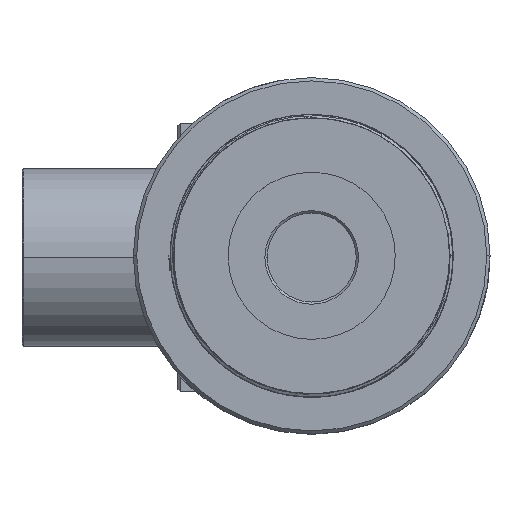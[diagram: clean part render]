
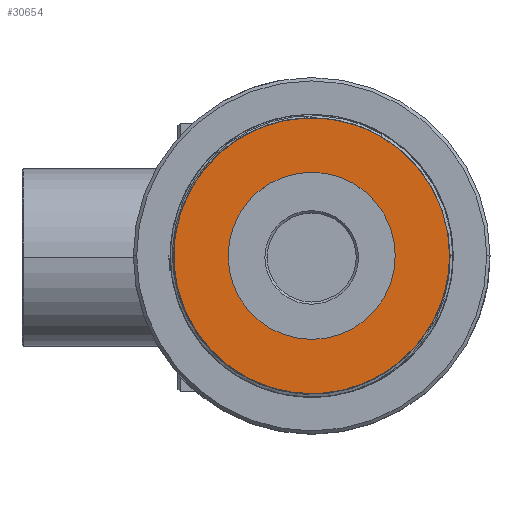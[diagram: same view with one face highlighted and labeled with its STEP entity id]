
A CAD part, top view. The second image highlights one B-rep face of the part: STEP entity #30654.
In plain terms, the highlighted planar face has unit normal (0, 0, 1).
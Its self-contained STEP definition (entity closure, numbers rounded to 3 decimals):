
#30609 = VERTEX_POINT('',#30610);
#30610 = CARTESIAN_POINT('',(-7.501,0.,-13.526));
#30618 = VERTEX_POINT('',#30619);
#30619 = CARTESIAN_POINT('',(7.501,0.,-13.526));
#30625 = EDGE_CURVE('',#30609,#30618,#30626,.T.);
#30626 = CIRCLE('',#30627,7.501);
#30627 = AXIS2_PLACEMENT_3D('',#30628,#30629,#30630);
#30628 = CARTESIAN_POINT('',(0.,0.,-13.526));
#30629 = DIRECTION('',(0.,0.,1.));
#30630 = DIRECTION('',(-1.,0.,0.));
#30641 = EDGE_CURVE('',#30609,#30618,#30642,.T.);
#30642 = CIRCLE('',#30643,7.501);
#30643 = AXIS2_PLACEMENT_3D('',#30644,#30645,#30646);
#30644 = CARTESIAN_POINT('',(0.,0.,-13.526));
#30645 = DIRECTION('',(0.,0.,-1.));
#30646 = DIRECTION('',(-1.,0.,0.));
#30654 = ADVANCED_FACE('',(#30655,#30701),#30705,.T.);
#30655 = FACE_BOUND('',#30656,.F.);
#30656 = EDGE_LOOP('',(#30657,#30669,#30678,#30688));
#30657 = ORIENTED_EDGE('',*,*,#30658,.F.);
#30658 = EDGE_CURVE('',#30659,#30661,#30663,.T.);
#30659 = VERTEX_POINT('',#30660);
#30660 = CARTESIAN_POINT('',(7.461,-9.904,
    -13.526));
#30661 = VERTEX_POINT('',#30662);
#30662 = CARTESIAN_POINT('',(8.411,-9.092,
    -13.526));
#30663 = B_SPLINE_CURVE_WITH_KNOTS('',3,(#30664,#30665,#30666,#30667,
    #30668),.UNSPECIFIED.,.F.,.F.,(4,1,4),(0.,0.5,1.),
  .QUASI_UNIFORM_KNOTS.);
#30664 = CARTESIAN_POINT('',(7.461,-9.904,
    -13.526));
#30665 = CARTESIAN_POINT('',(7.626,-9.777,
    -13.526));
#30666 = CARTESIAN_POINT('',(7.949,-9.515,
    -13.526));
#30667 = CARTESIAN_POINT('',(8.26,-9.236,
    -13.526));
#30668 = CARTESIAN_POINT('',(8.411,-9.092,
    -13.526));
#30669 = ORIENTED_EDGE('',*,*,#30670,.F.);
#30670 = EDGE_CURVE('',#30671,#30659,#30673,.T.);
#30671 = VERTEX_POINT('',#30672);
#30672 = CARTESIAN_POINT('',(12.236,2.013,
    -13.526));
#30673 = CIRCLE('',#30674,12.4);
#30674 = AXIS2_PLACEMENT_3D('',#30675,#30676,#30677);
#30675 = CARTESIAN_POINT('',(0.,0.,-13.526));
#30676 = DIRECTION('',(0.,0.,1.));
#30677 = DIRECTION('',(0.987,0.162,-0.));
#30678 = ORIENTED_EDGE('',*,*,#30679,.F.);
#30679 = EDGE_CURVE('',#30680,#30671,#30682,.T.);
#30680 = VERTEX_POINT('',#30681);
#30681 = CARTESIAN_POINT('',(12.362,0.769,
    -13.526));
#30682 = B_SPLINE_CURVE_WITH_KNOTS('',3,(#30683,#30684,#30685,#30686,
    #30687),.UNSPECIFIED.,.F.,.F.,(4,1,4),(0.,0.5,1.),
  .QUASI_UNIFORM_KNOTS.);
#30683 = CARTESIAN_POINT('',(12.362,0.769,
    -13.526));
#30684 = CARTESIAN_POINT('',(12.352,0.976,
    -13.526));
#30685 = CARTESIAN_POINT('',(12.32,1.391,
    -13.526));
#30686 = CARTESIAN_POINT('',(12.267,1.806,
    -13.526));
#30687 = CARTESIAN_POINT('',(12.236,2.013,
    -13.526));
#30688 = ORIENTED_EDGE('',*,*,#30689,.F.);
#30689 = EDGE_CURVE('',#30661,#30680,#30690,.T.);
#30690 = B_SPLINE_CURVE_WITH_KNOTS('',3,(#30691,#30692,#30693,#30694,
    #30695,#30696,#30697,#30698,#30699,#30700),.UNSPECIFIED.,.F.,.F.,(4,
    1,1,1,1,1,1,4),(0.,0.143,0.286,0.429,
    0.571,0.714,0.857,1.),.UNSPECIFIED.);
#30691 = CARTESIAN_POINT('',(8.411,-9.092,
    -13.526));
#30692 = CARTESIAN_POINT('',(8.797,-8.735,
    -13.526));
#30693 = CARTESIAN_POINT('',(9.516,-7.98,
    -13.526));
#30694 = CARTESIAN_POINT('',(10.449,-6.713,
    -13.526));
#30695 = CARTESIAN_POINT('',(11.214,-5.336,
    -13.526));
#30696 = CARTESIAN_POINT('',(11.798,-3.88,
    -13.526));
#30697 = CARTESIAN_POINT('',(12.193,-2.361,
    -13.526));
#30698 = CARTESIAN_POINT('',(12.394,-0.795,
    -13.526));
#30699 = CARTESIAN_POINT('',(12.395,0.246,
    -13.526));
#30700 = CARTESIAN_POINT('',(12.362,0.769,
    -13.526));
#30701 = FACE_BOUND('',#30702,.F.);
#30702 = EDGE_LOOP('',(#30703,#30704));
#30703 = ORIENTED_EDGE('',*,*,#30641,.F.);
#30704 = ORIENTED_EDGE('',*,*,#30625,.T.);
#30705 = PLANE('',#30706);
#30706 = AXIS2_PLACEMENT_3D('',#30707,#30708,#30709);
#30707 = CARTESIAN_POINT('',(0.,0.,-13.526));
#30708 = DIRECTION('',(0.,0.,1.));
#30709 = DIRECTION('',(-1.,0.,0.));
